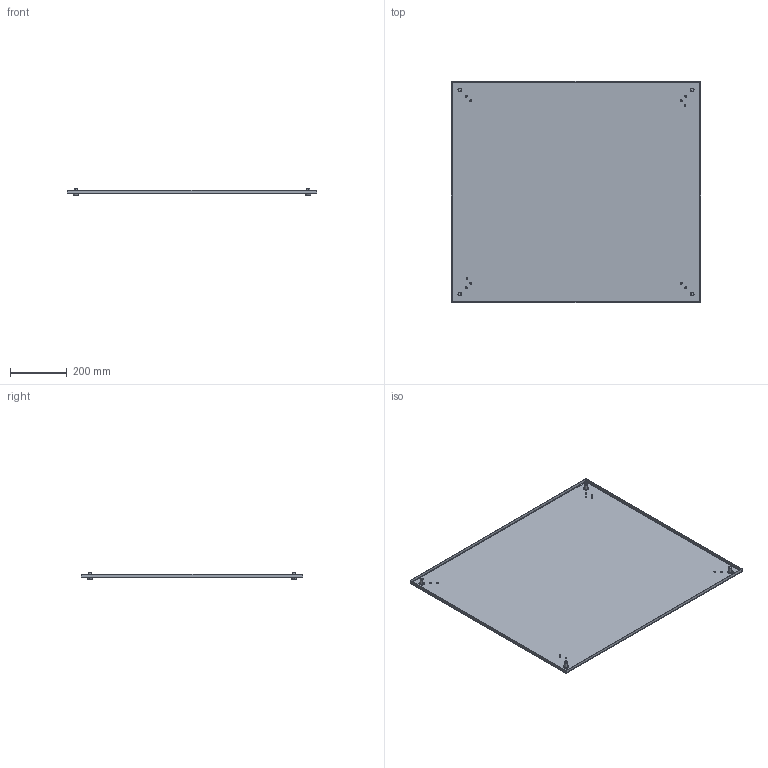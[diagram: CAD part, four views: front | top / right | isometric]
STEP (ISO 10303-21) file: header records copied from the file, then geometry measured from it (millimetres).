
FILE_DESCRIPTION(('CATIA V5 STEP Exchange'),'2;1');
FILE_NAME('PTBB8070.stp','2015-04-07T09:23:34+00:00',('none'),('none'),'CATIA Version 5 Release 20 SP 7 (IN-10)','CATIA V5 STEP AP214','none');
FILE_SCHEMA(('AUTOMOTIVE_DESIGN { 1 0 10303 214 1 1 1 1 }'));
Length unit declared in the file: millimetre
Products named in the file (3): PTBB8070; 861278; TBCE M12x20
Assembly tree (5 placements, depth 2):
  PTBB8070
    861278
    TBCE M12x20  x4
Bounding box: 881 x 781 x 26.6 mm (x, y, z)
Volume: 1100865.5 mm3; surface area: 1460882.4 mm2
Topology: 5 solids, 5 shells, 178 faces, 424 edges, 268 vertices
Faces by surface type: plane 86, cylinder 40, cone 36, sphere 8, torus 8
Entity records: 3632 total; most frequent: CARTESIAN_POINT 781, ORIENTED_EDGE 550, DIRECTION 495, EDGE_CURVE 275, AXIS2_PLACEMENT_3D 229, VERTEX_POINT 172, VECTOR 146, LINE 146
